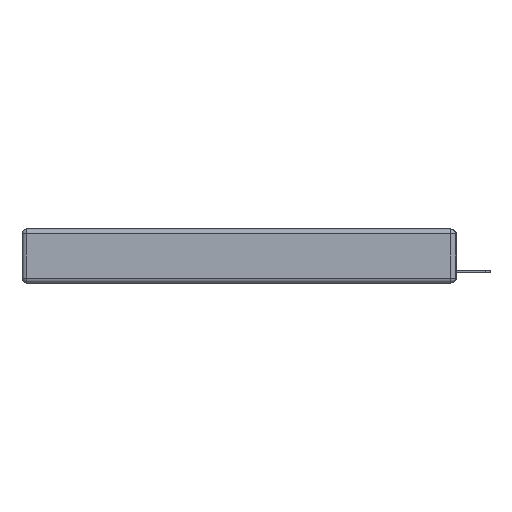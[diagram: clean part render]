
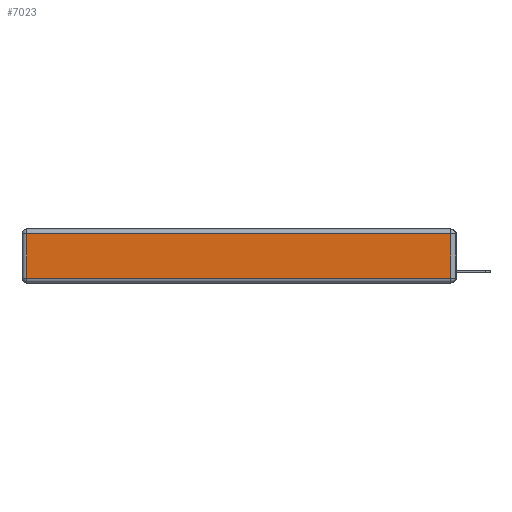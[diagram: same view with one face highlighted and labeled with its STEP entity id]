
A CAD part, left-side view. The second image highlights one B-rep face of the part: STEP entity #7023.
In plain terms, the highlighted planar face has unit normal (-1, 0, 0).
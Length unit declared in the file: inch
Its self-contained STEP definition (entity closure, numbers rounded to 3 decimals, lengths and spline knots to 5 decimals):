
#718 = ORIENTED_EDGE ( 'NONE', *, *, #16030, .T. ) ;
#1102 = EDGE_CURVE ( 'NONE', #18743, #5137, #6249, .T. ) ;
#1479 = LINE ( 'NONE', #8495, #3264 ) ;
#2244 = DIRECTION ( 'NONE',  ( -1., 0., 0. ) ) ;
#2317 = ORIENTED_EDGE ( 'NONE', *, *, #13262, .T. ) ;
#2795 = VECTOR ( 'NONE', #18914, 39.37008 ) ;
#3264 = VECTOR ( 'NONE', #11773, 39.37008 ) ;
#3598 = PLANE ( 'NONE',  #21057 ) ;
#3771 = VERTEX_POINT ( 'NONE', #19533 ) ;
#4616 = VECTOR ( 'NONE', #10662, 39.37008 ) ;
#5137 = VERTEX_POINT ( 'NONE', #16452 ) ;
#5215 = CARTESIAN_POINT ( 'NONE',  ( 0., 0.03, -0.313 ) ) ;
#5220 = VECTOR ( 'NONE', #19290, 39.37008 ) ;
#6202 = CARTESIAN_POINT ( 'NONE',  ( 0., 2.75, -0.03 ) ) ;
#6249 = LINE ( 'NONE', #6202, #5220 ) ;
#6404 = LINE ( 'NONE', #9251, #4616 ) ;
#6541 = ORIENTED_EDGE ( 'NONE', *, *, #1102, .T. ) ;
#6880 = DIRECTION ( 'NONE',  ( 0., 0., 1. ) ) ;
#7023 = ADVANCED_FACE ( 'NONE', ( #17404 ), #3598, .T. ) ;
#7060 = ORIENTED_EDGE ( 'NONE', *, *, #21036, .T. ) ;
#7396 = CARTESIAN_POINT ( 'NONE',  ( 0., 0., -0.313 ) ) ;
#8495 = CARTESIAN_POINT ( 'NONE',  ( 0., 2.72, -0.343 ) ) ;
#9251 = CARTESIAN_POINT ( 'NONE',  ( 0., 0.03, -0.343 ) ) ;
#10216 = VERTEX_POINT ( 'NONE', #5215 ) ;
#10662 = DIRECTION ( 'NONE',  ( 0., 0., 1. ) ) ;
#11121 = CARTESIAN_POINT ( 'NONE',  ( 0., 0.03, -0.03 ) ) ;
#11773 = DIRECTION ( 'NONE',  ( 0., 0., -1. ) ) ;
#12019 = CARTESIAN_POINT ( 'NONE',  ( 0., 0., -0.343 ) ) ;
#13262 = EDGE_CURVE ( 'NONE', #3771, #10216, #19161, .T. ) ;
#16030 = EDGE_CURVE ( 'NONE', #5137, #3771, #1479, .T. ) ;
#16452 = CARTESIAN_POINT ( 'NONE',  ( 0., 2.72, -0.03 ) ) ;
#17404 = FACE_OUTER_BOUND ( 'NONE', #18355, .T. ) ;
#18355 = EDGE_LOOP ( 'NONE', ( #2317, #7060, #6541, #718 ) ) ;
#18743 = VERTEX_POINT ( 'NONE', #11121 ) ;
#18914 = DIRECTION ( 'NONE',  ( 0., -1., 0. ) ) ;
#19161 = LINE ( 'NONE', #7396, #2795 ) ;
#19290 = DIRECTION ( 'NONE',  ( 0., 1., 0. ) ) ;
#19533 = CARTESIAN_POINT ( 'NONE',  ( 0., 2.72, -0.313 ) ) ;
#21036 = EDGE_CURVE ( 'NONE', #10216, #18743, #6404, .T. ) ;
#21057 = AXIS2_PLACEMENT_3D ( 'NONE', #12019, #2244, #6880 ) ;
